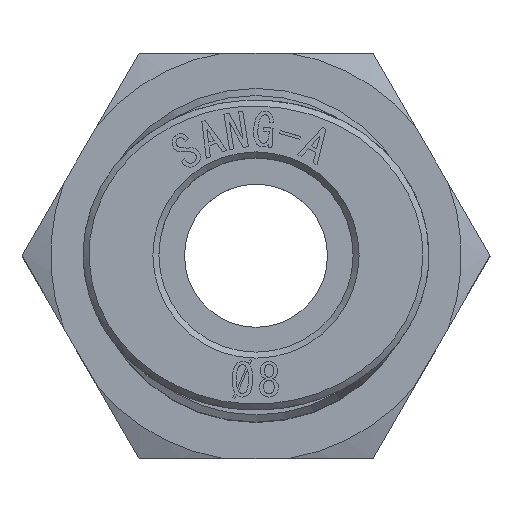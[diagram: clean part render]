
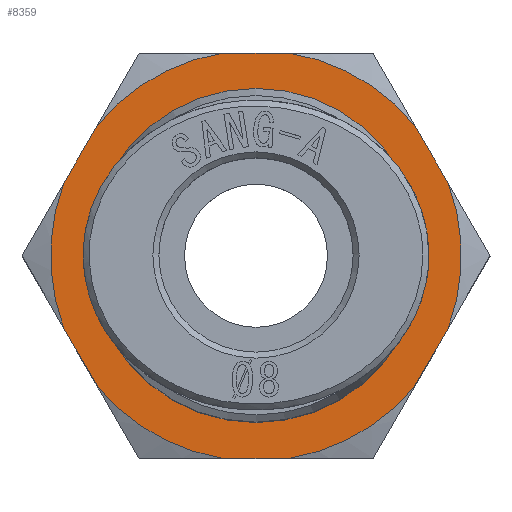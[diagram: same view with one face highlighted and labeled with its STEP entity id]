
A CAD part, top view. The second image highlights one B-rep face of the part: STEP entity #8359.
In plain terms, the highlighted face is planar.
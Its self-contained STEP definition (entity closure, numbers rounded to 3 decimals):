
#6064=CARTESIAN_POINT('',(-8.5,14.0,1.403));
#6065=VERTEX_POINT('',#6064);
#6079=CARTESIAN_POINT('',(-8.5,14.0,-1.403));
#6080=VERTEX_POINT('',#6079);
#6081=CARTESIAN_POINT('',(-8.5,14.,-1.403));
#6082=DIRECTION('',(0.0,0.0,1.0));
#6083=VECTOR('',#6082,2.805);
#6084=LINE('',#6081,#6083);
#6085=EDGE_CURVE('',#6080,#6065,#6084,.T.);
#7649=CARTESIAN_POINT('',(8.5,14.0,-1.403));
#7650=VERTEX_POINT('',#7649);
#7664=CARTESIAN_POINT('',(8.5,14.0,1.403));
#7665=VERTEX_POINT('',#7664);
#7666=CARTESIAN_POINT('',(8.5,14.,1.403));
#7667=DIRECTION('',(0.0,0.0,-1.0));
#7668=VECTOR('',#7667,2.805);
#7669=LINE('',#7666,#7668);
#7670=EDGE_CURVE('',#7665,#7650,#7669,.T.);
#7992=CARTESIAN_POINT('',(-3.035,14.0,8.063));
#7993=VERTEX_POINT('',#7992);
#8007=CARTESIAN_POINT('',(-5.465,14.0,6.66));
#8008=VERTEX_POINT('',#8007);
#8009=CARTESIAN_POINT('',(-5.465,14.,6.66));
#8010=DIRECTION('',(0.866,0.0,0.5));
#8011=VECTOR('',#8010,2.805);
#8012=LINE('',#8009,#8011);
#8013=EDGE_CURVE('',#8008,#7993,#8012,.T.);
#8046=CARTESIAN_POINT('',(5.465,14.0,6.66));
#8047=VERTEX_POINT('',#8046);
#8061=CARTESIAN_POINT('',(3.035,14.0,8.063));
#8062=VERTEX_POINT('',#8061);
#8063=CARTESIAN_POINT('',(3.035,14.,8.063));
#8064=DIRECTION('',(0.866,0.0,-0.5));
#8065=VECTOR('',#8064,2.805);
#8066=LINE('',#8063,#8065);
#8067=EDGE_CURVE('',#8062,#8047,#8066,.T.);
#8143=CARTESIAN_POINT('',(-3.035,14.0,-8.063));
#8144=VERTEX_POINT('',#8143);
#8160=CARTESIAN_POINT('',(3.035,14.0,-8.063));
#8161=VERTEX_POINT('',#8160);
#8162=CARTESIAN_POINT('',(0.0,14.,0.0));
#8163=DIRECTION('',(0.0,1.0,0.0));
#8164=DIRECTION('',(0.0,0.0,1.0));
#8165=AXIS2_PLACEMENT_3D('',#8162,#8163,#8164);
#8166=CIRCLE('',#8165,8.615);
#8167=EDGE_CURVE('',#8161,#8144,#8166,.T.);
#8190=CARTESIAN_POINT('',(5.465,14.0,-6.66));
#8191=VERTEX_POINT('',#8190);
#8205=CARTESIAN_POINT('',(0.0,14.,0.0));
#8206=DIRECTION('',(0.0,1.0,0.0));
#8207=DIRECTION('',(0.0,0.0,1.0));
#8208=AXIS2_PLACEMENT_3D('',#8205,#8206,#8207);
#8209=CIRCLE('',#8208,8.615);
#8210=EDGE_CURVE('',#7650,#8191,#8209,.T.);
#8222=CARTESIAN_POINT('',(0.0,14.,0.0));
#8223=DIRECTION('',(0.0,1.0,0.0));
#8224=DIRECTION('',(0.0,0.0,1.0));
#8225=AXIS2_PLACEMENT_3D('',#8222,#8223,#8224);
#8226=CIRCLE('',#8225,8.615);
#8227=EDGE_CURVE('',#8047,#7665,#8226,.T.);
#8239=CARTESIAN_POINT('',(0.0,14.,0.0));
#8240=DIRECTION('',(0.0,1.0,0.0));
#8241=DIRECTION('',(0.0,0.0,1.0));
#8242=AXIS2_PLACEMENT_3D('',#8239,#8240,#8241);
#8243=CIRCLE('',#8242,8.615);
#8244=EDGE_CURVE('',#7993,#8062,#8243,.T.);
#8256=CARTESIAN_POINT('',(0.0,14.,0.0));
#8257=DIRECTION('',(0.0,1.0,0.0));
#8258=DIRECTION('',(0.0,0.0,1.0));
#8259=AXIS2_PLACEMENT_3D('',#8256,#8257,#8258);
#8260=CIRCLE('',#8259,8.615);
#8261=EDGE_CURVE('',#6065,#8008,#8260,.T.);
#8272=CARTESIAN_POINT('',(-5.465,14.0,-6.66));
#8273=VERTEX_POINT('',#8272);
#8288=CARTESIAN_POINT('',(0.0,14.,0.0));
#8289=DIRECTION('',(0.0,1.0,0.0));
#8290=DIRECTION('',(0.0,0.0,1.0));
#8291=AXIS2_PLACEMENT_3D('',#8288,#8289,#8290);
#8292=CIRCLE('',#8291,8.615);
#8293=EDGE_CURVE('',#8273,#6080,#8292,.T.);
#8306=CARTESIAN_POINT('',(-3.035,14.,-8.063));
#8307=DIRECTION('',(-0.866,0.0,0.5));
#8308=VECTOR('',#8307,2.805);
#8309=LINE('',#8306,#8308);
#8310=EDGE_CURVE('',#8144,#8273,#8309,.T.);
#8324=CARTESIAN_POINT('',(0.,14.,0.));
#8325=DIRECTION('',(0.0,-1.0,0.0));
#8326=DIRECTION('',(0.0,0.0,-1.0));
#8327=AXIS2_PLACEMENT_3D('',#8324,#8325,#8326);
#8328=PLANE('',#8327);
#8329=ORIENTED_EDGE('',*,*,#8293,.T.);
#8330=ORIENTED_EDGE('',*,*,#6085,.T.);
#8331=ORIENTED_EDGE('',*,*,#8261,.T.);
#8332=ORIENTED_EDGE('',*,*,#8013,.T.);
#8333=ORIENTED_EDGE('',*,*,#8244,.T.);
#8334=ORIENTED_EDGE('',*,*,#8067,.T.);
#8335=ORIENTED_EDGE('',*,*,#8227,.T.);
#8336=ORIENTED_EDGE('',*,*,#7670,.T.);
#8337=ORIENTED_EDGE('',*,*,#8210,.T.);
#8338=CARTESIAN_POINT('',(5.465,14.,-6.66));
#8339=DIRECTION('',(-0.866,0.0,-0.5));
#8340=VECTOR('',#8339,2.805);
#8341=LINE('',#8338,#8340);
#8342=EDGE_CURVE('',#8191,#8161,#8341,.T.);
#8343=ORIENTED_EDGE('',*,*,#8342,.T.);
#8344=ORIENTED_EDGE('',*,*,#8167,.T.);
#8345=ORIENTED_EDGE('',*,*,#8310,.T.);
#8346=EDGE_LOOP('',(#8329,#8330,#8331,#8332,#8333,#8334,#8335,#8336,#8337,#8343,#8344,#8345));
#8347=FACE_OUTER_BOUND('',#8346,.T.);
#8348=CARTESIAN_POINT('',(-7.,14.,0.0));
#8349=VERTEX_POINT('',#8348);
#8350=CARTESIAN_POINT('',(0.,14.,0.0));
#8351=DIRECTION('',(0.0,1.0,0.0));
#8352=DIRECTION('',(-1.0,0.0,0.0));
#8353=AXIS2_PLACEMENT_3D('',#8350,#8351,#8352);
#8354=CIRCLE('',#8353,7.0);
#8355=EDGE_CURVE('',#8349,#8349,#8354,.T.);
#8356=ORIENTED_EDGE('',*,*,#8355,.F.);
#8357=EDGE_LOOP('',(#8356));
#8358=FACE_BOUND('',#8357,.T.);
#8359=ADVANCED_FACE('',(#8347,#8358),#8328,.F.);
